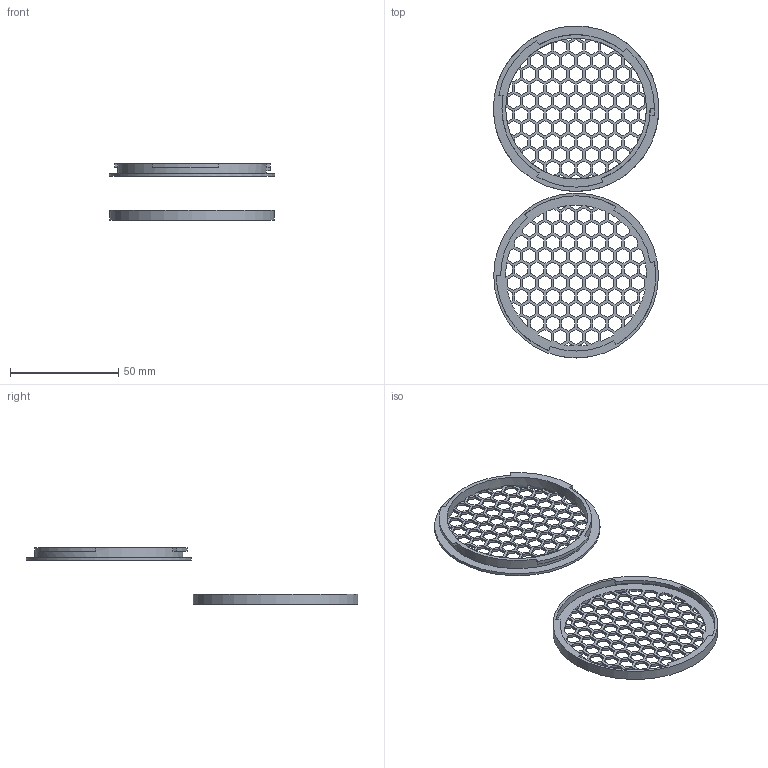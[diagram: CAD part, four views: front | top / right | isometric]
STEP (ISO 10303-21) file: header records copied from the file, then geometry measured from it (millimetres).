
FILE_DESCRIPTION(/* description */ (''),/* implementation_level */ '2;1');
FILE_NAME(/* name */ 'filter assembly v55.step',/* time_stamp */ '2020-04-16T15:09:49-07:00',/* author */ (''),/* organization */ (''),/* preprocessor_version */ 'ST-DEVELOPER v18',/* originating_system */ 'Autodesk Translation Framework v8.12.0.6',/* authorisation */ '');
FILE_SCHEMA (('AUTOMOTIVE_DESIGN { 1 0 10303 214 3 1 1 }'));
Length unit declared in the file: millimetre
Products named in the file (3): filter assembly; Honeycomb Cap; Honeycomb Holder: Neoprene Gasket
Assembly tree (2 placements, depth 2):
  filter assembly
    Honeycomb Cap
    Honeycomb Holder: Neoprene Gasket
Bounding box: 76.33 x 153.23 x 26.01 mm (x, y, z)
Volume: 8607.9 mm3; surface area: 17913.8 mm2
Topology: 2 solids, 2 shells, 1006 faces, 3076 edges, 2050 vertices
Faces by surface type: plane 968, cylinder 38
Full cylindrical faces by diameter (mm): 65 x1, 68.4 x1, 73.7 x1, 76.1 x1, 76.4 x1
Entity records: 34581 total; most frequent: ORIENTED_EDGE 6152, CARTESIAN_POINT 6137, DIRECTION 5246, EDGE_CURVE 3076, LINE 2928, VECTOR 2928, VERTEX_POINT 2050, EDGE_LOOP 1327
